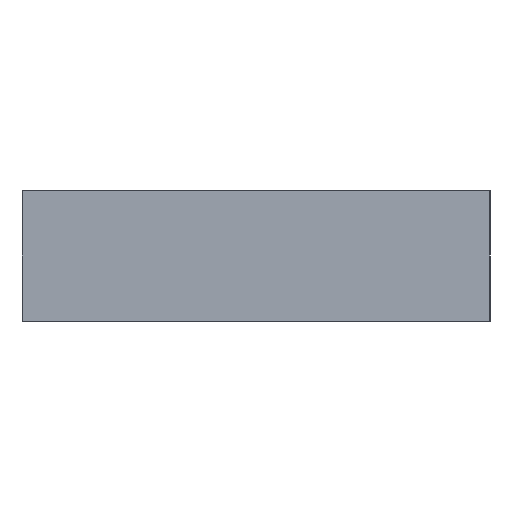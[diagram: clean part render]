
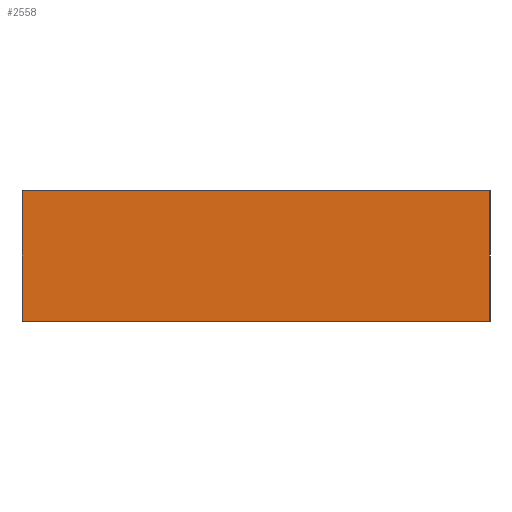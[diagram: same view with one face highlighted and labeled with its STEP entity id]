
A CAD part, front view. The second image highlights one B-rep face of the part: STEP entity #2558.
In plain terms, the highlighted planar face has unit normal (0, -1, 0).
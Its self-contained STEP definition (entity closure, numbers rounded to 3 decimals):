
#123 = VECTOR ( 'NONE', #5883, 1000. ) ;
#175 = CARTESIAN_POINT ( 'NONE',  ( 0., 0., 13.95 ) ) ;
#224 = PLANE ( 'NONE',  #2968 ) ;
#629 = VERTEX_POINT ( 'NONE', #4881 ) ;
#691 = DIRECTION ( 'NONE',  ( 0., 0., 1. ) ) ;
#734 = DIRECTION ( 'NONE',  ( -1., 0., 0. ) ) ;
#971 = CARTESIAN_POINT ( 'NONE',  ( 49.95, 0., 13.95 ) ) ;
#1040 = CARTESIAN_POINT ( 'NONE',  ( 0., 0., 0.05 ) ) ;
#1111 = VERTEX_POINT ( 'NONE', #2925 ) ;
#1272 = VECTOR ( 'NONE', #3663, 1000. ) ;
#1444 = ORIENTED_EDGE ( 'NONE', *, *, #2409, .T. ) ;
#1457 = VECTOR ( 'NONE', #1672, 1000. ) ;
#1545 = LINE ( 'NONE', #1040, #1457 ) ;
#1672 = DIRECTION ( 'NONE',  ( 1., 0., 0. ) ) ;
#2090 = CARTESIAN_POINT ( 'NONE',  ( 0.05, 0., 14. ) ) ;
#2243 = ORIENTED_EDGE ( 'NONE', *, *, #6152, .T. ) ;
#2409 = EDGE_CURVE ( 'NONE', #3757, #629, #1545, .T. ) ;
#2552 = ORIENTED_EDGE ( 'NONE', *, *, #4903, .T. ) ;
#2558 = ADVANCED_FACE ( 'NONE', ( #4893 ), #224, .F. ) ;
#2602 = VERTEX_POINT ( 'NONE', #971 ) ;
#2925 = CARTESIAN_POINT ( 'NONE',  ( 0.05, 0., 13.95 ) ) ;
#2968 = AXIS2_PLACEMENT_3D ( 'NONE', #5941, #4756, #691 ) ;
#3439 = ORIENTED_EDGE ( 'NONE', *, *, #4785, .T. ) ;
#3663 = DIRECTION ( 'NONE',  ( 0., 0., -1. ) ) ;
#3757 = VERTEX_POINT ( 'NONE', #5754 ) ;
#3791 = LINE ( 'NONE', #175, #4185 ) ;
#4185 = VECTOR ( 'NONE', #734, 1000. ) ;
#4477 = EDGE_LOOP ( 'NONE', ( #1444, #2243, #2552, #3439 ) ) ;
#4756 = DIRECTION ( 'NONE',  ( 0., 1., 0. ) ) ;
#4785 = EDGE_CURVE ( 'NONE', #1111, #3757, #6097, .T. ) ;
#4839 = CARTESIAN_POINT ( 'NONE',  ( 49.95, 0., 14. ) ) ;
#4881 = CARTESIAN_POINT ( 'NONE',  ( 49.95, 0., 0.05 ) ) ;
#4893 = FACE_OUTER_BOUND ( 'NONE', #4477, .T. ) ;
#4903 = EDGE_CURVE ( 'NONE', #2602, #1111, #3791, .T. ) ;
#5454 = LINE ( 'NONE', #4839, #123 ) ;
#5754 = CARTESIAN_POINT ( 'NONE',  ( 0.05, 0., 0.05 ) ) ;
#5883 = DIRECTION ( 'NONE',  ( 0., 0., 1. ) ) ;
#5941 = CARTESIAN_POINT ( 'NONE',  ( 0., 0., 14. ) ) ;
#6097 = LINE ( 'NONE', #2090, #1272 ) ;
#6152 = EDGE_CURVE ( 'NONE', #629, #2602, #5454, .T. ) ;
